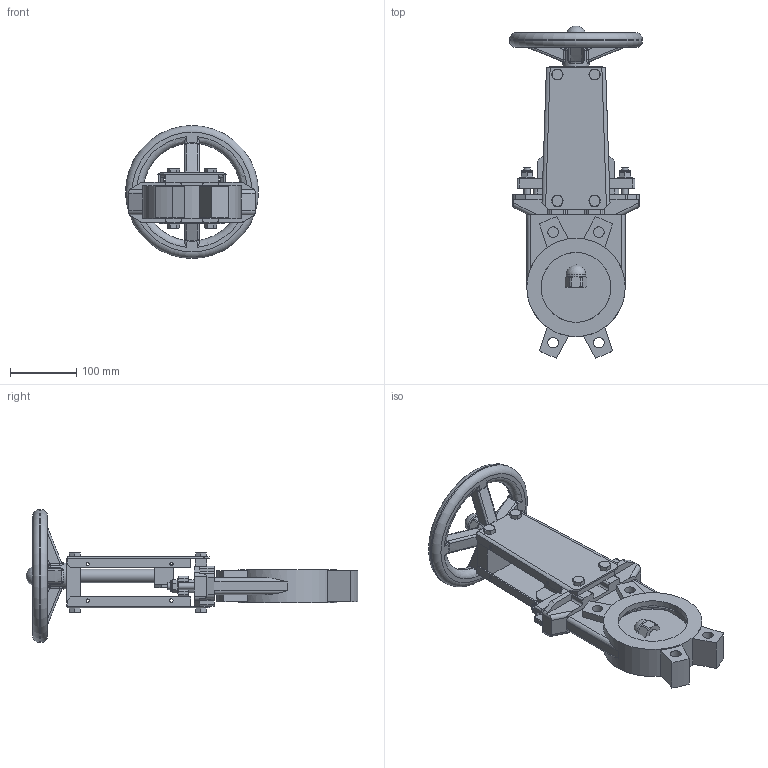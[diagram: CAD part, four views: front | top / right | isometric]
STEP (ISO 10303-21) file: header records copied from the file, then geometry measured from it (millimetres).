
FILE_DESCRIPTION( ( 'Unknown' ), '1' );
FILE_NAME( 'Stoffschieber_DN100.stp', 'Unknown', ( 'Unknown' ), ( 'Unknown' ), 'PSStep 13.0', 'Unknown', ' ' );
FILE_SCHEMA( ( 'AUTOMOTIVE_DESIGN { 1 0 10303 214 1 1 1 1 }' ) );
Length unit declared in the file: millimetre
Products named in the file (3): Assem1; DN100; Sechskant Hutmutter M20
Bounding box: 200 x 499.39 x 200 mm (x, y, z)
Volume: 3859726.4 mm3; surface area: 760723.6 mm2
Topology: 4 solids, 8 shells, 1288 faces, 3452 edges, 2244 vertices
Faces by surface type: plane 698, cylinder 254, cone 158, bspline 80, torus 60, extrusion 36, sphere 2
Full cylindrical faces by diameter (mm): 5 x16, 10 x8, 16 x12, 17 x4, 17.294 x2, 17.5 x2, 20 x6, 22 x4, 30 x2, 40 x2, 100 x4, 100.2 x2, 104 x2, 105 x2, 114 x2, 127 x2, 148 x2, 200 x2
Entity records: 28789 total; most frequent: CARTESIAN_POINT 8285, ORIENTED_EDGE 3318, DIRECTION 2909, EDGE_CURVE 1659, VERTEX_POINT 1106, AXIS2_PLACEMENT_3D 1004, VECTOR 901, LINE 883
